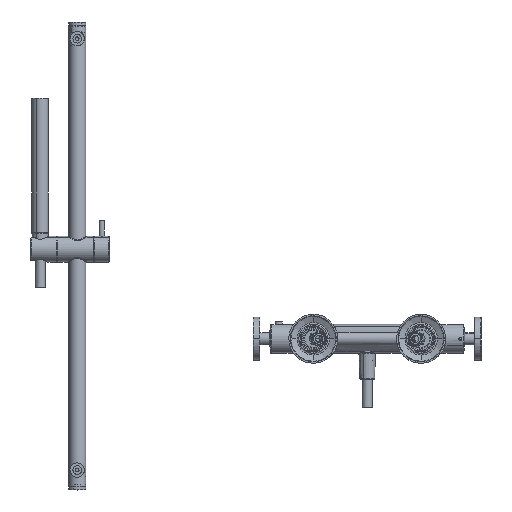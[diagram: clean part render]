
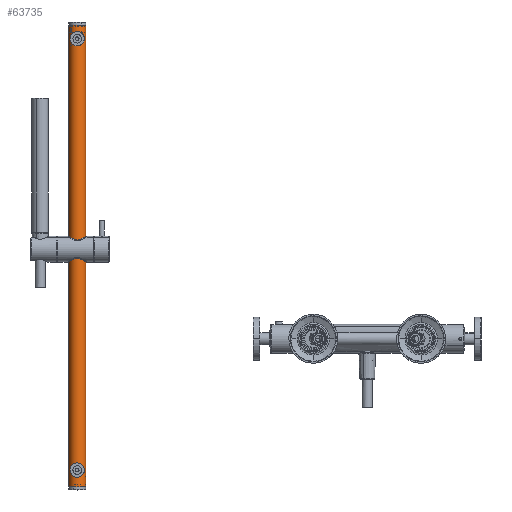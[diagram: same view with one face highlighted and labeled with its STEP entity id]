
A CAD part, front view. The second image highlights one B-rep face of the part: STEP entity #63735.
In plain terms, the highlighted cylindrical face has radius 12 mm (diameter 24 mm), a partial arc.
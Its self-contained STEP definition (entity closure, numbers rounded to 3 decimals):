
#63580=CARTESIAN_POINT('Axis2P3D Location',(-403.343,0.,275.699)) ;
#63585=CARTESIAN_POINT('Line Origine',(-415.343,0.,275.699)) ;
#63589=CARTESIAN_POINT('Vertex',(-415.343,0.,436.199)) ;
#63591=CARTESIAN_POINT('Vertex',(-415.343,0.,-205.801)) ;
#63594=CARTESIAN_POINT('Axis2P3D Location',(-403.343,0.,-205.801)) ;
#63598=CARTESIAN_POINT('Vertex',(-391.343,0.,-205.801)) ;
#63601=CARTESIAN_POINT('Line Origine',(-391.343,0.,275.699)) ;
#63605=CARTESIAN_POINT('Vertex',(-391.343,0.,436.199)) ;
#63608=CARTESIAN_POINT('Axis2P3D Location',(-403.343,0.,436.199)) ;
#63619=CARTESIAN_POINT('Line Origine',(-398.343,-10.909,275.699)) ;
#63623=CARTESIAN_POINT('Vertex',(-398.343,-10.909,-182.551)) ;
#63625=CARTESIAN_POINT('Vertex',(-398.343,-10.909,-187.051)) ;
#63629=CARTESIAN_POINT('Control Point',(-408.343,-10.909,-187.051)) ;
#63630=CARTESIAN_POINT('Control Point',(-408.343,-10.909,-187.815)) ;
#63631=CARTESIAN_POINT('Control Point',(-408.197,-10.976,-188.578)) ;
#63632=CARTESIAN_POINT('Control Point',(-407.906,-11.109,-189.294)) ;
#63633=CARTESIAN_POINT('Control Point',(-407.02,-11.459,-190.676)) ;
#63634=CARTESIAN_POINT('Control Point',(-405.659,-11.814,-191.611)) ;
#63635=CARTESIAN_POINT('Control Point',(-404.818,-11.961,-191.955)) ;
#63636=CARTESIAN_POINT('Control Point',(-402.952,-12.082,-192.248)) ;
#63637=CARTESIAN_POINT('Control Point',(-401.149,-11.853,-191.697)) ;
#63638=CARTESIAN_POINT('Control Point',(-400.321,-11.65,-191.197)) ;
#63639=CARTESIAN_POINT('Control Point',(-399.225,-11.291,-190.136)) ;
#63640=CARTESIAN_POINT('Control Point',(-398.591,-11.023,-188.757)) ;
#63641=CARTESIAN_POINT('Control Point',(-398.426,-10.947,-188.201)) ;
#63642=CARTESIAN_POINT('Control Point',(-398.343,-10.909,-187.626)) ;
#63643=CARTESIAN_POINT('Control Point',(-398.343,-10.909,-187.051)) ;
#63644=CARTESIAN_POINT('Vertex',(-408.343,-10.909,-187.051)) ;
#63647=CARTESIAN_POINT('Line Origine',(-408.343,-10.909,275.699)) ;
#63651=CARTESIAN_POINT('Vertex',(-408.343,-10.909,-182.551)) ;
#63655=CARTESIAN_POINT('Control Point',(-398.343,-10.909,-182.551)) ;
#63656=CARTESIAN_POINT('Control Point',(-398.343,-10.909,-181.787)) ;
#63657=CARTESIAN_POINT('Control Point',(-398.489,-10.976,-181.024)) ;
#63658=CARTESIAN_POINT('Control Point',(-398.78,-11.109,-180.308)) ;
#63659=CARTESIAN_POINT('Control Point',(-399.666,-11.459,-178.926)) ;
#63660=CARTESIAN_POINT('Control Point',(-401.026,-11.814,-177.99)) ;
#63661=CARTESIAN_POINT('Control Point',(-401.868,-11.961,-177.646)) ;
#63662=CARTESIAN_POINT('Control Point',(-403.734,-12.082,-177.354)) ;
#63663=CARTESIAN_POINT('Control Point',(-405.537,-11.853,-177.905)) ;
#63664=CARTESIAN_POINT('Control Point',(-406.365,-11.65,-178.405)) ;
#63665=CARTESIAN_POINT('Control Point',(-407.461,-11.291,-179.466)) ;
#63666=CARTESIAN_POINT('Control Point',(-408.095,-11.023,-180.845)) ;
#63667=CARTESIAN_POINT('Control Point',(-408.26,-10.947,-181.401)) ;
#63668=CARTESIAN_POINT('Control Point',(-408.343,-10.909,-181.976)) ;
#63669=CARTESIAN_POINT('Control Point',(-408.343,-10.909,-182.551)) ;
#63677=CARTESIAN_POINT('Line Origine',(-408.343,-10.909,275.699)) ;
#63681=CARTESIAN_POINT('Vertex',(-408.343,-10.909,417.449)) ;
#63683=CARTESIAN_POINT('Vertex',(-408.343,-10.909,412.949)) ;
#63687=CARTESIAN_POINT('Control Point',(-408.343,-10.909,417.449)) ;
#63688=CARTESIAN_POINT('Control Point',(-408.343,-10.909,418.213)) ;
#63689=CARTESIAN_POINT('Control Point',(-408.197,-10.976,418.976)) ;
#63690=CARTESIAN_POINT('Control Point',(-407.906,-11.109,419.692)) ;
#63691=CARTESIAN_POINT('Control Point',(-407.02,-11.459,421.074)) ;
#63692=CARTESIAN_POINT('Control Point',(-405.659,-11.814,422.01)) ;
#63693=CARTESIAN_POINT('Control Point',(-404.818,-11.961,422.354)) ;
#63694=CARTESIAN_POINT('Control Point',(-402.952,-12.082,422.646)) ;
#63695=CARTESIAN_POINT('Control Point',(-401.149,-11.853,422.095)) ;
#63696=CARTESIAN_POINT('Control Point',(-400.321,-11.65,421.595)) ;
#63697=CARTESIAN_POINT('Control Point',(-399.225,-11.291,420.534)) ;
#63698=CARTESIAN_POINT('Control Point',(-398.591,-11.023,419.155)) ;
#63699=CARTESIAN_POINT('Control Point',(-398.426,-10.947,418.599)) ;
#63700=CARTESIAN_POINT('Control Point',(-398.343,-10.909,418.024)) ;
#63701=CARTESIAN_POINT('Control Point',(-398.343,-10.909,417.449)) ;
#63702=CARTESIAN_POINT('Vertex',(-398.343,-10.909,417.449)) ;
#63705=CARTESIAN_POINT('Line Origine',(-398.343,-10.909,275.699)) ;
#63709=CARTESIAN_POINT('Vertex',(-398.343,-10.909,412.949)) ;
#63713=CARTESIAN_POINT('Control Point',(-398.343,-10.909,412.949)) ;
#63714=CARTESIAN_POINT('Control Point',(-398.343,-10.909,412.185)) ;
#63715=CARTESIAN_POINT('Control Point',(-398.489,-10.976,411.422)) ;
#63716=CARTESIAN_POINT('Control Point',(-398.78,-11.109,410.706)) ;
#63717=CARTESIAN_POINT('Control Point',(-399.666,-11.459,409.324)) ;
#63718=CARTESIAN_POINT('Control Point',(-401.026,-11.814,408.389)) ;
#63719=CARTESIAN_POINT('Control Point',(-401.868,-11.961,408.045)) ;
#63720=CARTESIAN_POINT('Control Point',(-403.734,-12.082,407.752)) ;
#63721=CARTESIAN_POINT('Control Point',(-405.537,-11.853,408.303)) ;
#63722=CARTESIAN_POINT('Control Point',(-406.365,-11.65,408.803)) ;
#63723=CARTESIAN_POINT('Control Point',(-407.461,-11.291,409.864)) ;
#63724=CARTESIAN_POINT('Control Point',(-408.095,-11.023,411.243)) ;
#63725=CARTESIAN_POINT('Control Point',(-408.26,-10.947,411.799)) ;
#63726=CARTESIAN_POINT('Control Point',(-408.343,-10.909,412.374)) ;
#63727=CARTESIAN_POINT('Control Point',(-408.343,-10.909,412.949)) ;
#63587=VECTOR('Line Direction',#63586,1.) ;
#63603=VECTOR('Line Direction',#63602,1.) ;
#63621=VECTOR('Line Direction',#63620,1.) ;
#63649=VECTOR('Line Direction',#63648,1.) ;
#63679=VECTOR('Line Direction',#63678,1.) ;
#63707=VECTOR('Line Direction',#63706,1.) ;
#63581=DIRECTION('Axis2P3D Direction',(0.,0.,1.)) ;
#63582=DIRECTION('Axis2P3D XDirection',(1.,0.,0.)) ;
#63586=DIRECTION('Vector Direction',(0.,0.,1.)) ;
#63595=DIRECTION('Axis2P3D Direction',(0.,0.,1.)) ;
#63602=DIRECTION('Vector Direction',(0.,0.,1.)) ;
#63609=DIRECTION('Axis2P3D Direction',(0.,0.,1.)) ;
#63620=DIRECTION('Vector Direction',(0.,0.,1.)) ;
#63648=DIRECTION('Vector Direction',(0.,0.,1.)) ;
#63678=DIRECTION('Vector Direction',(0.,0.,1.)) ;
#63706=DIRECTION('Vector Direction',(0.,0.,1.)) ;
#63583=AXIS2_PLACEMENT_3D('Cylinder Axis2P3D',#63580,#63581,#63582) ;
#63596=AXIS2_PLACEMENT_3D('Circle Axis2P3D',#63594,#63595,$) ;
#63610=AXIS2_PLACEMENT_3D('Circle Axis2P3D',#63608,#63609,$) ;
#63588=LINE('Line',#63585,#63587) ;
#63604=LINE('Line',#63601,#63603) ;
#63622=LINE('Line',#63619,#63621) ;
#63650=LINE('Line',#63647,#63649) ;
#63680=LINE('Line',#63677,#63679) ;
#63708=LINE('Line',#63705,#63707) ;
#63597=CIRCLE('generated circle',#63596,12.) ;
#63611=CIRCLE('generated circle',#63610,12.) ;
#63584=CYLINDRICAL_SURFACE('generated cylinder',#63583,12.) ;
#63676=FACE_BOUND('',#63671,.T.) ;
#63734=FACE_BOUND('',#63729,.T.) ;
#63593=EDGE_CURVE('',#63590,#63592,#63588,.F.) ;
#63600=EDGE_CURVE('',#63592,#63599,#63597,.T.) ;
#63607=EDGE_CURVE('',#63606,#63599,#63604,.F.) ;
#63612=EDGE_CURVE('',#63590,#63606,#63611,.T.) ;
#63627=EDGE_CURVE('',#63624,#63626,#63622,.F.) ;
#63646=EDGE_CURVE('',#63645,#63626,#63628,.T.) ;
#63653=EDGE_CURVE('',#63645,#63652,#63650,.T.) ;
#63670=EDGE_CURVE('',#63624,#63652,#63654,.T.) ;
#63685=EDGE_CURVE('',#63682,#63684,#63680,.F.) ;
#63704=EDGE_CURVE('',#63682,#63703,#63686,.T.) ;
#63711=EDGE_CURVE('',#63710,#63703,#63708,.T.) ;
#63728=EDGE_CURVE('',#63710,#63684,#63712,.T.) ;
#63614=ORIENTED_EDGE('',*,*,#63593,.T.) ;
#63615=ORIENTED_EDGE('',*,*,#63600,.T.) ;
#63616=ORIENTED_EDGE('',*,*,#63607,.F.) ;
#63617=ORIENTED_EDGE('',*,*,#63612,.F.) ;
#63672=ORIENTED_EDGE('',*,*,#63627,.T.) ;
#63673=ORIENTED_EDGE('',*,*,#63646,.F.) ;
#63674=ORIENTED_EDGE('',*,*,#63653,.T.) ;
#63675=ORIENTED_EDGE('',*,*,#63670,.F.) ;
#63730=ORIENTED_EDGE('',*,*,#63685,.F.) ;
#63731=ORIENTED_EDGE('',*,*,#63704,.T.) ;
#63732=ORIENTED_EDGE('',*,*,#63711,.F.) ;
#63733=ORIENTED_EDGE('',*,*,#63728,.T.) ;
#63613=EDGE_LOOP('',(#63614,#63615,#63616,#63617)) ;
#63671=EDGE_LOOP('',(#63672,#63673,#63674,#63675)) ;
#63729=EDGE_LOOP('',(#63730,#63731,#63732,#63733)) ;
#63590=VERTEX_POINT('',#63589) ;
#63592=VERTEX_POINT('',#63591) ;
#63599=VERTEX_POINT('',#63598) ;
#63606=VERTEX_POINT('',#63605) ;
#63624=VERTEX_POINT('',#63623) ;
#63626=VERTEX_POINT('',#63625) ;
#63645=VERTEX_POINT('',#63644) ;
#63652=VERTEX_POINT('',#63651) ;
#63682=VERTEX_POINT('',#63681) ;
#63684=VERTEX_POINT('',#63683) ;
#63703=VERTEX_POINT('',#63702) ;
#63710=VERTEX_POINT('',#63709) ;
#63735=ADVANCED_FACE('Product1_AllCATPart.1\\Product1_AllCATPart.1\\Product1_AllCATPart.2\\PR.0408.10_AllCATPart.1\\P46108.1\\PartBody',(#63618,#63676,#63734),#63584,.T.) ;
#63628=B_SPLINE_CURVE_WITH_KNOTS('',5,(#63629,#63630,#63631,#63632,#63633,#63634,#63635,#63636,#63637,#63638,#63639,#63640,#63641,#63642,#63643),.UNSPECIFIED.,.F.,.U.,(6,3,3,3,6),(0.,5.399,11.68,18.408,22.475),.UNSPECIFIED.) ;
#63654=B_SPLINE_CURVE_WITH_KNOTS('',5,(#63655,#63656,#63657,#63658,#63659,#63660,#63661,#63662,#63663,#63664,#63665,#63666,#63667,#63668,#63669),.UNSPECIFIED.,.F.,.U.,(6,3,3,3,6),(0.,5.399,11.68,18.408,22.475),.UNSPECIFIED.) ;
#63686=B_SPLINE_CURVE_WITH_KNOTS('',5,(#63687,#63688,#63689,#63690,#63691,#63692,#63693,#63694,#63695,#63696,#63697,#63698,#63699,#63700,#63701),.UNSPECIFIED.,.F.,.U.,(6,3,3,3,6),(0.,5.399,11.68,18.408,22.475),.UNSPECIFIED.) ;
#63712=B_SPLINE_CURVE_WITH_KNOTS('',5,(#63713,#63714,#63715,#63716,#63717,#63718,#63719,#63720,#63721,#63722,#63723,#63724,#63725,#63726,#63727),.UNSPECIFIED.,.F.,.U.,(6,3,3,3,6),(0.,5.399,11.68,18.408,22.475),.UNSPECIFIED.) ;
#63618=FACE_OUTER_BOUND('',#63613,.T.) ;
